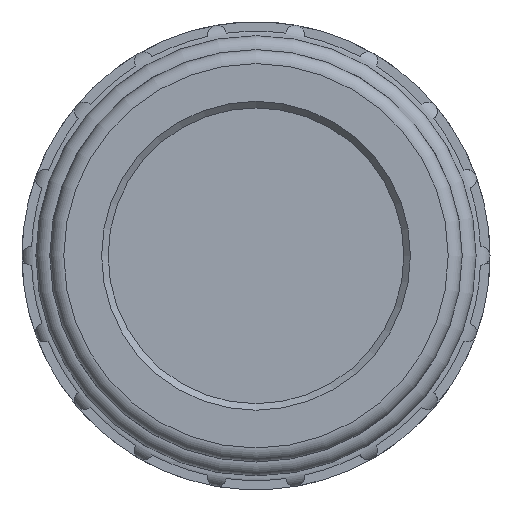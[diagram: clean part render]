
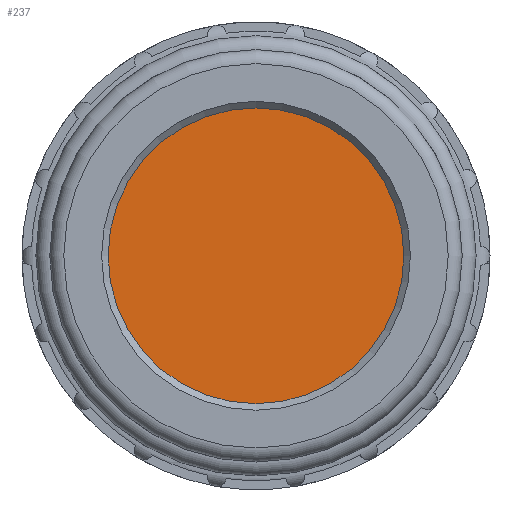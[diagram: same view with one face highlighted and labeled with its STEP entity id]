
A CAD part, left-side view. The second image highlights one B-rep face of the part: STEP entity #237.
In plain terms, the highlighted planar face has unit normal (-1, 0, 0).
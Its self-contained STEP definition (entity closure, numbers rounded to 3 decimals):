
#237 = ADVANCED_FACE( '', ( #573 ), #574, .F. );
#573 = FACE_OUTER_BOUND( '', #1009, .T. );
#574 = PLANE( '', #1010 );
#1009 = EDGE_LOOP( '', ( #1673 ) );
#1010 = AXIS2_PLACEMENT_3D( '', #1674, #1675, #1676 );
#1673 = ORIENTED_EDGE( '', *, *, #2769, .F. );
#1674 = CARTESIAN_POINT( '', ( 0.42, 0., 0. ) );
#1675 = DIRECTION( '', ( 1., 0., 0. ) );
#1676 = DIRECTION( '', ( 0., 0., -1. ) );
#2769 = EDGE_CURVE( '', #3407, #3407, #3408, .T. );
#3407 = VERTEX_POINT( '', #4326 );
#3408 = CIRCLE( '', #4327, 9.48 );
#4326 = CARTESIAN_POINT( '', ( 0.42, 0., -9.48 ) );
#4327 = AXIS2_PLACEMENT_3D( '', #5287, #5288, #5289 );
#5287 = CARTESIAN_POINT( '', ( 0.42, 0., 0. ) );
#5288 = DIRECTION( '', ( 1., 0., 0. ) );
#5289 = DIRECTION( '', ( 0., 0., -1. ) );
